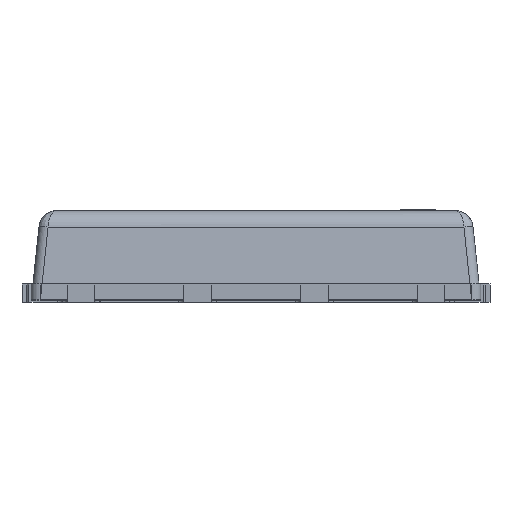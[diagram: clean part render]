
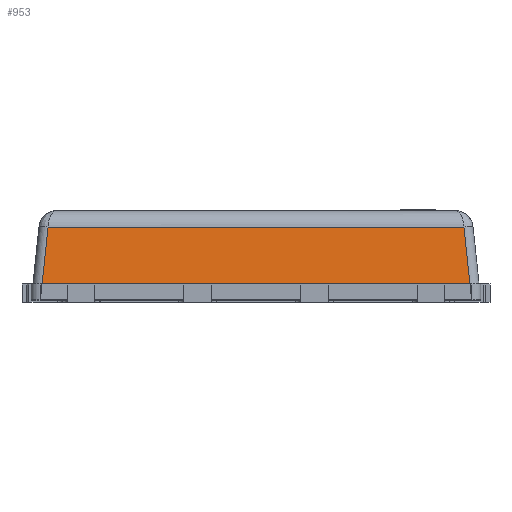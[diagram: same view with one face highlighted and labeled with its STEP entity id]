
A CAD part, front view. The second image highlights one B-rep face of the part: STEP entity #953.
In plain terms, the highlighted planar face has unit normal (0, -0.995, 0.104).
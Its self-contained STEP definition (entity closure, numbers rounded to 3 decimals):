
#340 = CARTESIAN_POINT ( 'NONE',  ( -2.45, -2.875, 0.02 ) ) ;
#673 = CARTESIAN_POINT ( 'NONE',  ( -2.45, -2.875, 0.02 ) ) ;
#953 = ADVANCED_FACE ( 'NONE', ( #3512 ), #8438, .T. ) ;
#1580 = VERTEX_POINT ( 'NONE', #9986 ) ;
#1921 = VECTOR ( 'NONE', #6459, 1000. ) ;
#2683 = LINE ( 'NONE', #673, #10479 ) ;
#3041 = VECTOR ( 'NONE', #7754, 1000. ) ;
#3512 = FACE_OUTER_BOUND ( 'NONE', #12701, .T. ) ;
#4047 = CARTESIAN_POINT ( 'NONE',  ( -2.351, -2.875, 0.02 ) ) ;
#4775 = LINE ( 'NONE', #9484, #1921 ) ;
#5138 = ORIENTED_EDGE ( 'NONE', *, *, #11493, .T. ) ;
#5806 = DIRECTION ( 'NONE',  ( 1., 0., 0. ) ) ;
#6459 = DIRECTION ( 'NONE',  ( -0.104, -0.104, -0.989 ) ) ;
#6737 = EDGE_CURVE ( 'NONE', #1580, #10572, #4775, .T. ) ;
#7754 = DIRECTION ( 'NONE',  ( -1., 0., 0. ) ) ;
#8201 = ORIENTED_EDGE ( 'NONE', *, *, #8625, .T. ) ;
#8438 = PLANE ( 'NONE',  #14346 ) ;
#8625 = EDGE_CURVE ( 'NONE', #19687, #12014, #9976, .T. ) ;
#8680 = DIRECTION ( 'NONE',  ( -0.104, 0.104, 0.989 ) ) ;
#9353 = ORIENTED_EDGE ( 'NONE', *, *, #16572, .T. ) ;
#9484 = CARTESIAN_POINT ( 'NONE',  ( -2.352, -2.876, 0.01 ) ) ;
#9976 = LINE ( 'NONE', #14915, #12128 ) ;
#9986 = CARTESIAN_POINT ( 'NONE',  ( -2.266, -2.791, 0.821 ) ) ;
#10479 = VECTOR ( 'NONE', #5806, 1000. ) ;
#10572 = VERTEX_POINT ( 'NONE', #4047 ) ;
#10894 = LINE ( 'NONE', #11087, #3041 ) ;
#11087 = CARTESIAN_POINT ( 'NONE',  ( -2.347, -2.791, 0.821 ) ) ;
#11493 = EDGE_CURVE ( 'NONE', #10572, #19687, #2683, .T. ) ;
#12014 = VERTEX_POINT ( 'NONE', #18298 ) ;
#12128 = VECTOR ( 'NONE', #8680, 1000. ) ;
#12701 = EDGE_LOOP ( 'NONE', ( #5138, #8201, #9353, #18384 ) ) ;
#14346 = AXIS2_PLACEMENT_3D ( 'NONE', #340, #14388, #18881 ) ;
#14388 = DIRECTION ( 'NONE',  ( 0., -0.995, 0.105 ) ) ;
#14915 = CARTESIAN_POINT ( 'NONE',  ( 2.299, -2.823, 0.514 ) ) ;
#16572 = EDGE_CURVE ( 'NONE', #12014, #1580, #10894, .T. ) ;
#18190 = CARTESIAN_POINT ( 'NONE',  ( 2.351, -2.875, 0.02 ) ) ;
#18298 = CARTESIAN_POINT ( 'NONE',  ( 2.266, -2.791, 0.821 ) ) ;
#18384 = ORIENTED_EDGE ( 'NONE', *, *, #6737, .T. ) ;
#18881 = DIRECTION ( 'NONE',  ( 0., -0.105, -0.995 ) ) ;
#19687 = VERTEX_POINT ( 'NONE', #18190 ) ;
